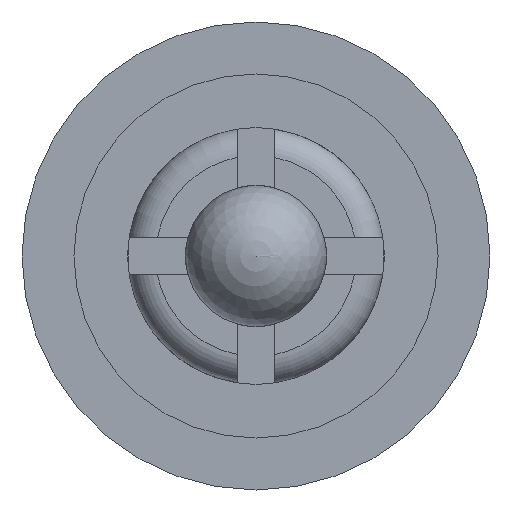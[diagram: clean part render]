
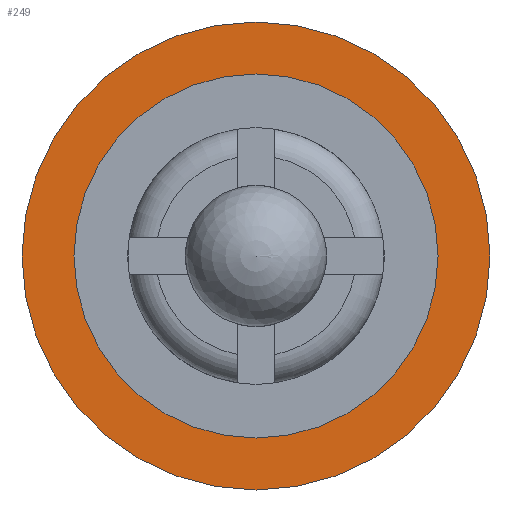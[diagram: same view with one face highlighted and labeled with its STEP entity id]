
A CAD part, front view. The second image highlights one B-rep face of the part: STEP entity #249.
In plain terms, the highlighted planar face has unit normal (0, -1, 0).
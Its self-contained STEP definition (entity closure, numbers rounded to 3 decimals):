
#217 = VERTEX_POINT ( 'NONE', #713 ) ;
#219 = EDGE_CURVE ( 'NONE', #220, #217, #712, .T. ) ;
#220 = VERTEX_POINT ( 'NONE', #707 ) ;
#229 = VERTEX_POINT ( 'NONE', #837 ) ;
#231 = EDGE_CURVE ( 'NONE', #232, #229, #836, .T. ) ;
#232 = VERTEX_POINT ( 'NONE', #831 ) ;
#248 = EDGE_CURVE ( 'NONE', #229, #232, #1176, .T. ) ;
#249 = ADVANCED_FACE ( 'NONE', ( #1171, #1170 ), #1169, .T. ) ;
#250 = EDGE_LOOP ( 'NONE', ( #251, #252 ) ) ;
#251 = ORIENTED_EDGE ( 'NONE', *, *, #219, .T. ) ;
#252 = ORIENTED_EDGE ( 'NONE', *, *, #253, .T. ) ;
#253 = EDGE_CURVE ( 'NONE', #217, #220, #1167, .T. ) ;
#254 = EDGE_LOOP ( 'NONE', ( #259, #260 ) ) ;
#259 = ORIENTED_EDGE ( 'NONE', *, *, #231, .T. ) ;
#260 = ORIENTED_EDGE ( 'NONE', *, *, #248, .T. ) ;
#707 = CARTESIAN_POINT ( 'NONE',  ( 1.341, 7.63, -3.071 ) ) ;
#708 = DIRECTION ( 'NONE',  ( 0., 0., -1. ) ) ;
#709 = DIRECTION ( 'NONE',  ( 0., 1., 0. ) ) ;
#710 = CARTESIAN_POINT ( 'NONE',  ( 1.341, 7.63, -0.582 ) ) ;
#711 = AXIS2_PLACEMENT_3D ( 'NONE', #710, #709, #708 ) ;
#712 = CIRCLE ( 'NONE', #711, 2.489 ) ;
#713 = CARTESIAN_POINT ( 'NONE',  ( 1.341, 7.63, 1.908 ) ) ;
#831 = CARTESIAN_POINT ( 'NONE',  ( 1.341, 7.63, -3.782 ) ) ;
#832 = DIRECTION ( 'NONE',  ( 0., 0., -1. ) ) ;
#833 = DIRECTION ( 'NONE',  ( 0., -1., 0. ) ) ;
#834 = CARTESIAN_POINT ( 'NONE',  ( 1.341, 7.63, -0.582 ) ) ;
#835 = AXIS2_PLACEMENT_3D ( 'NONE', #834, #833, #832 ) ;
#836 = CIRCLE ( 'NONE', #835, 3.2 ) ;
#837 = CARTESIAN_POINT ( 'NONE',  ( 1.341, 7.63, 2.619 ) ) ;
#1160 = DIRECTION ( 'NONE',  ( 0., 0., -1. ) ) ;
#1161 = DIRECTION ( 'NONE',  ( 0., 1., 0. ) ) ;
#1162 = CARTESIAN_POINT ( 'NONE',  ( 1.341, 7.63, -0.582 ) ) ;
#1163 = AXIS2_PLACEMENT_3D ( 'NONE', #1162, #1161, #1160 ) ;
#1164 = DIRECTION ( 'NONE',  ( 0., 0., -1. ) ) ;
#1165 = DIRECTION ( 'NONE',  ( 0., -1., 0. ) ) ;
#1166 = CARTESIAN_POINT ( 'NONE',  ( 4.542, 7.63, -0.582 ) ) ;
#1167 = CIRCLE ( 'NONE', #1163, 2.489 ) ;
#1168 = AXIS2_PLACEMENT_3D ( 'NONE', #1166, #1165, #1164 ) ;
#1169 = PLANE ( 'NONE',  #1168 ) ;
#1170 = FACE_OUTER_BOUND ( 'NONE', #254, .T. ) ;
#1171 = FACE_BOUND ( 'NONE', #250, .T. ) ;
#1172 = DIRECTION ( 'NONE',  ( 0., 0., -1. ) ) ;
#1173 = DIRECTION ( 'NONE',  ( 0., -1., 0. ) ) ;
#1174 = CARTESIAN_POINT ( 'NONE',  ( 1.341, 7.63, -0.582 ) ) ;
#1175 = AXIS2_PLACEMENT_3D ( 'NONE', #1174, #1173, #1172 ) ;
#1176 = CIRCLE ( 'NONE', #1175, 3.2 ) ;
